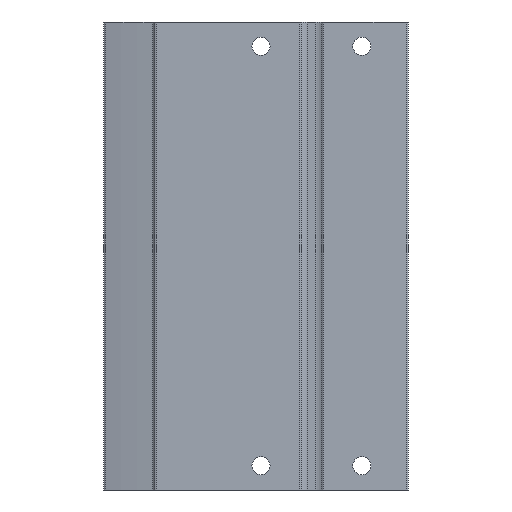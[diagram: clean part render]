
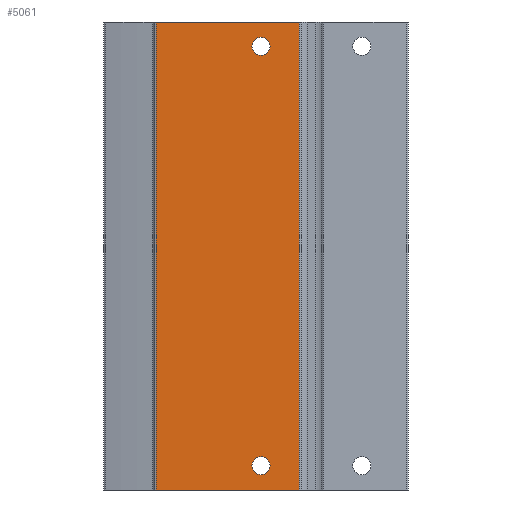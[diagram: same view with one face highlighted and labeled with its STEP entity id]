
A CAD part, front view. The second image highlights one B-rep face of the part: STEP entity #5061.
In plain terms, the highlighted planar face has unit normal (0, -1, 0).
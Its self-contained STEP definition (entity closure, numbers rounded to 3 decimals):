
#201=PLANE('',#5483);
#380=CIRCLE('',#5484,2.25);
#381=CIRCLE('',#5485,2.25);
#725=ORIENTED_EDGE('',*,*,#2053,.F.);
#726=ORIENTED_EDGE('',*,*,#2054,.F.);
#727=ORIENTED_EDGE('',*,*,#2055,.F.);
#728=ORIENTED_EDGE('',*,*,#2052,.F.);
#729=ORIENTED_EDGE('',*,*,#2056,.T.);
#730=ORIENTED_EDGE('',*,*,#2057,.T.);
#2052=EDGE_CURVE('',#2713,#2712,#3197,.T.);
#2053=EDGE_CURVE('',#2714,#2714,#380,.T.);
#2054=EDGE_CURVE('',#2715,#2715,#381,.T.);
#2055=EDGE_CURVE('',#2712,#2716,#3198,.T.);
#2056=EDGE_CURVE('',#2713,#2717,#3199,.T.);
#2057=EDGE_CURVE('',#2717,#2716,#3200,.T.);
#2712=VERTEX_POINT('',#7958);
#2713=VERTEX_POINT('',#7960);
#2714=VERTEX_POINT('',#7964);
#2715=VERTEX_POINT('',#7966);
#2716=VERTEX_POINT('',#7968);
#2717=VERTEX_POINT('',#7970);
#3197=LINE('',#7961,#3557);
#3198=LINE('',#7967,#3558);
#3199=LINE('',#7969,#3559);
#3200=LINE('',#7971,#3560);
#3557=VECTOR('',#6160,1000.);
#3558=VECTOR('',#6167,1000.);
#3559=VECTOR('',#6168,1000.);
#3560=VECTOR('',#6169,1000.);
#3923=EDGE_LOOP('',(#725));
#3924=EDGE_LOOP('',(#726));
#3925=EDGE_LOOP('',(#727,#728,#729,#730));
#4445=FACE_BOUND('',#3923,.T.);
#4446=FACE_BOUND('',#3924,.T.);
#4447=FACE_BOUND('',#3925,.T.);
#5061=ADVANCED_FACE('',(#4445,#4446,#4447),#201,.T.);
#5483=AXIS2_PLACEMENT_3D('',#7962,#6161,#6162);
#5484=AXIS2_PLACEMENT_3D('',#7963,#6163,#6164);
#5485=AXIS2_PLACEMENT_3D('',#7965,#6165,#6166);
#6160=DIRECTION('',(0.,0.,1.));
#6161=DIRECTION('',(0.,-1.,0.));
#6162=DIRECTION('',(0.,0.,-1.));
#6163=DIRECTION('',(0.,-1.,0.));
#6164=DIRECTION('',(0.,0.,-1.));
#6165=DIRECTION('',(0.,-1.,0.));
#6166=DIRECTION('',(0.,0.,-1.));
#6167=DIRECTION('',(1.,0.,0.));
#6168=DIRECTION('',(1.,0.,0.));
#6169=DIRECTION('',(0.,0.,1.));
#7958=CARTESIAN_POINT('',(-38.5,0.,0.));
#7960=CARTESIAN_POINT('',(-38.5,0.,-116.));
#7961=CARTESIAN_POINT('',(-38.5,0.,-116.));
#7962=CARTESIAN_POINT('',(-38.5,0.,-116.));
#7963=CARTESIAN_POINT('',(-12.5,0.,-110.));
#7964=CARTESIAN_POINT('',(-12.5,0.,-112.25));
#7965=CARTESIAN_POINT('',(-12.5,0.,-6.));
#7966=CARTESIAN_POINT('',(-12.5,0.,-8.25));
#7967=CARTESIAN_POINT('',(-38.5,0.,0.));
#7968=CARTESIAN_POINT('',(-3.,0.,0.));
#7969=CARTESIAN_POINT('',(-38.5,0.,-116.));
#7970=CARTESIAN_POINT('',(-3.,0.,-116.));
#7971=CARTESIAN_POINT('',(-3.,0.,-116.));
